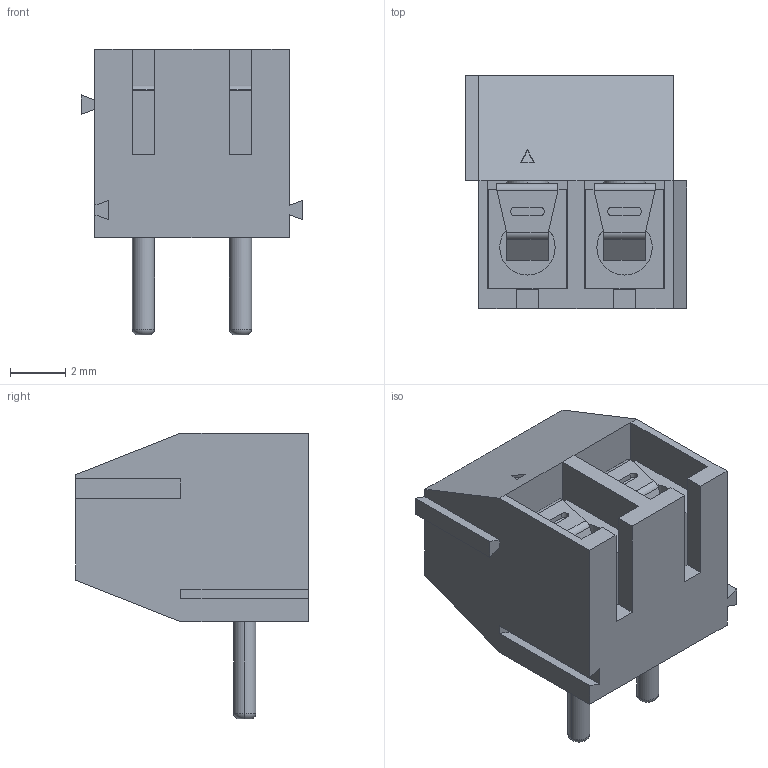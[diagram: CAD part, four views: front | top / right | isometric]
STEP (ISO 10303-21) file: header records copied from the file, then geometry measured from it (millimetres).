
FILE_DESCRIPTION (( 'STEP AP214' ), '1' );
FILE_NAME ('DG350R-3.96-02P-12-00AH.STEP', '2021-01-18T04:17:01', ( '' ), ( '' ), 'SwSTEP 2.0', 'SolidWorks 2020', '' );
FILE_SCHEMA (( 'AUTOMOTIVE_DESIGN' ));
Length unit declared in the file: millimetre
Products named in the file (1): DG350R-3.96-02P-12-00AH
Bounding box: 8 x 8.4 x 10.3 mm (x, y, z)
Volume: 287.1 mm3; surface area: 709.6 mm2
Topology: 1 solids, 1 shells, 455 faces, 1211 edges, 794 vertices
Faces by surface type: plane 227, bspline 176, cylinder 30, torus 18, cone 4
Entity records: 27227 total; most frequent: CARTESIAN_POINT 12749, ORIENTED_EDGE 2422, DIRECTION 1507, EDGE_CURVE 1211, VERTEX_POINT 794, LINE 739, VECTOR 739, EDGE_LOOP 497
